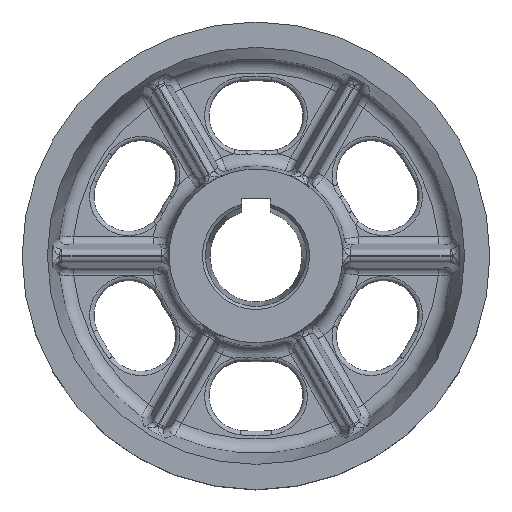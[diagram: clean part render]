
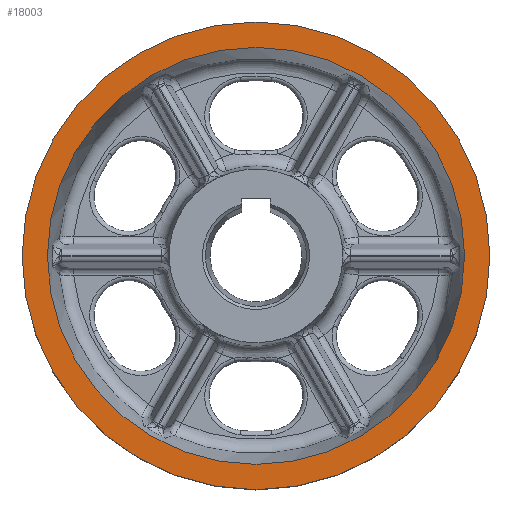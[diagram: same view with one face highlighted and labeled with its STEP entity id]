
A CAD part, top view. The second image highlights one B-rep face of the part: STEP entity #18003.
In plain terms, the highlighted planar face has unit normal (0, 0, 1).
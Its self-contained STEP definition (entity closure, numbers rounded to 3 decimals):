
#277 = CARTESIAN_POINT ( 'NONE',  ( 161.5, 0., 17. ) ) ;
#684 = DIRECTION ( 'NONE',  ( 1., 0., 0. ) ) ;
#783 = CARTESIAN_POINT ( 'NONE',  ( 0., 144., 17. ) ) ;
#1372 = EDGE_CURVE ( 'NONE', #15577, #15577, #5223, .T. ) ;
#1908 = DIRECTION ( 'NONE',  ( 0., 0., 1. ) ) ;
#3041 = EDGE_CURVE ( 'NONE', #15753, #15753, #5247, .T. ) ;
#3206 = DIRECTION ( 'NONE',  ( 1., 0., 0. ) ) ;
#3664 = ORIENTED_EDGE ( 'NONE', *, *, #3041, .F. ) ;
#3705 = EDGE_LOOP ( 'NONE', ( #3664 ) ) ;
#4593 = CARTESIAN_POINT ( 'NONE',  ( 0., 0., 17. ) ) ;
#5223 = CIRCLE ( 'NONE', #9352, 161.5 ) ;
#5247 = CIRCLE ( 'NONE', #8186, 144. ) ;
#6429 = DIRECTION ( 'NONE',  ( 0., 0., -1. ) ) ;
#7307 = CARTESIAN_POINT ( 'NONE',  ( 144., 0., 17. ) ) ;
#7808 = FACE_OUTER_BOUND ( 'NONE', #17401, .T. ) ;
#8186 = AXIS2_PLACEMENT_3D ( 'NONE', #17368, #14771, #684 ) ;
#9352 = AXIS2_PLACEMENT_3D ( 'NONE', #4593, #1908, #3206 ) ;
#11976 = FACE_BOUND ( 'NONE', #3705, .T. ) ;
#12073 = DIRECTION ( 'NONE',  ( -1., 0., 0. ) ) ;
#12271 = AXIS2_PLACEMENT_3D ( 'NONE', #783, #6429, #12073 ) ;
#13475 = PLANE ( 'NONE',  #12271 ) ;
#14771 = DIRECTION ( 'NONE',  ( 0., 0., 1. ) ) ;
#15099 = ORIENTED_EDGE ( 'NONE', *, *, #1372, .T. ) ;
#15577 = VERTEX_POINT ( 'NONE', #277 ) ;
#15753 = VERTEX_POINT ( 'NONE', #7307 ) ;
#17368 = CARTESIAN_POINT ( 'NONE',  ( 0., 0., 17. ) ) ;
#17401 = EDGE_LOOP ( 'NONE', ( #15099 ) ) ;
#18003 = ADVANCED_FACE ( 'NONE', ( #11976, #7808 ), #13475, .F. ) ;
